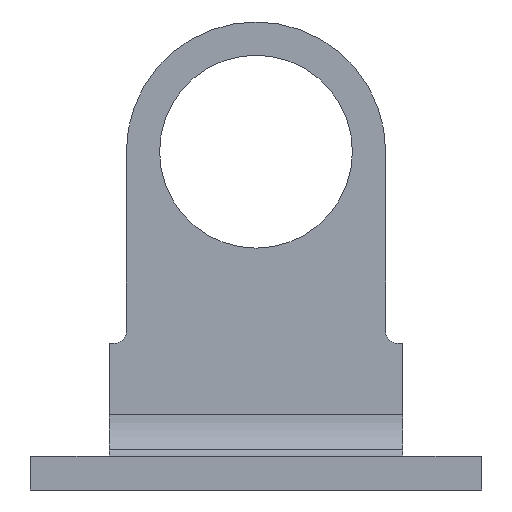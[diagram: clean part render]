
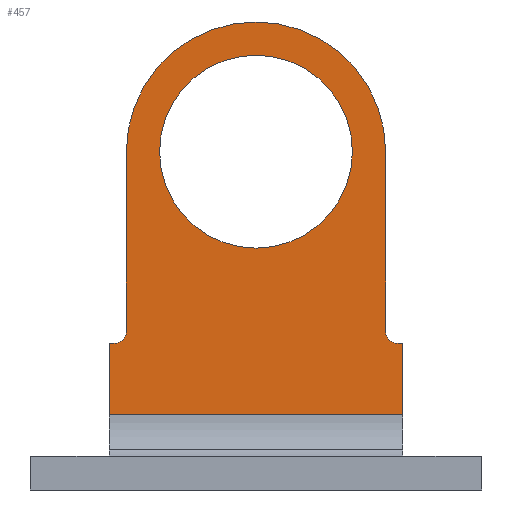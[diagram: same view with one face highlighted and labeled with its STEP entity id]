
A CAD part, left-side view. The second image highlights one B-rep face of the part: STEP entity #457.
In plain terms, the highlighted planar face has unit normal (-1, 0, 0).
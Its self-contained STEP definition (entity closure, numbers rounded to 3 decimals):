
#17=FACE_BOUND('',#72,.T.);
#23=PLANE('',#508);
#44=FACE_OUTER_BOUND('',#71,.T.);
#71=EDGE_LOOP('',(#343,#344,#345,#346,#347,#348,#349,#350,#351,#352));
#72=EDGE_LOOP('',(#353));
#109=LINE('',#733,#154);
#110=LINE('',#736,#155);
#111=LINE('',#738,#156);
#112=LINE('',#742,#157);
#113=LINE('',#744,#158);
#114=LINE('',#746,#159);
#115=LINE('',#747,#160);
#154=VECTOR('',#594,10.);
#155=VECTOR('',#597,10.);
#156=VECTOR('',#598,10.);
#157=VECTOR('',#601,10.);
#158=VECTOR('',#602,10.);
#159=VECTOR('',#603,4.5);
#160=VECTOR('',#604,10.);
#189=CIRCLE('',#500,8.55);
#190=CIRCLE('',#502,11.5);
#194=CIRCLE('',#509,1.);
#195=CIRCLE('',#510,1.);
#217=VERTEX_POINT('',#710);
#219=VERTEX_POINT('',#715);
#220=VERTEX_POINT('',#717);
#224=VERTEX_POINT('',#731);
#225=VERTEX_POINT('',#732);
#226=VERTEX_POINT('',#734);
#227=VERTEX_POINT('',#737);
#228=VERTEX_POINT('',#739);
#229=VERTEX_POINT('',#741);
#230=VERTEX_POINT('',#743);
#231=VERTEX_POINT('',#745);
#264=EDGE_CURVE('',#217,#217,#189,.T.);
#266=EDGE_CURVE('',#220,#219,#190,.T.);
#273=EDGE_CURVE('',#224,#225,#109,.T.);
#274=EDGE_CURVE('',#225,#226,#194,.T.);
#275=EDGE_CURVE('',#226,#220,#110,.T.);
#276=EDGE_CURVE('',#219,#227,#111,.T.);
#277=EDGE_CURVE('',#227,#228,#195,.T.);
#278=EDGE_CURVE('',#228,#229,#112,.T.);
#279=EDGE_CURVE('',#230,#229,#113,.T.);
#280=EDGE_CURVE('',#231,#230,#114,.T.);
#281=EDGE_CURVE('',#224,#231,#115,.T.);
#343=ORIENTED_EDGE('',*,*,#273,.T.);
#344=ORIENTED_EDGE('',*,*,#274,.T.);
#345=ORIENTED_EDGE('',*,*,#275,.T.);
#346=ORIENTED_EDGE('',*,*,#266,.T.);
#347=ORIENTED_EDGE('',*,*,#276,.T.);
#348=ORIENTED_EDGE('',*,*,#277,.T.);
#349=ORIENTED_EDGE('',*,*,#278,.T.);
#350=ORIENTED_EDGE('',*,*,#279,.F.);
#351=ORIENTED_EDGE('',*,*,#280,.F.);
#352=ORIENTED_EDGE('',*,*,#281,.F.);
#353=ORIENTED_EDGE('',*,*,#264,.T.);
#457=ADVANCED_FACE('',(#44,#17),#23,.T.);
#500=AXIS2_PLACEMENT_3D('',#712,#572,#573);
#502=AXIS2_PLACEMENT_3D('',#718,#577,#578);
#508=AXIS2_PLACEMENT_3D('',#730,#592,#593);
#509=AXIS2_PLACEMENT_3D('',#735,#595,#596);
#510=AXIS2_PLACEMENT_3D('',#740,#599,#600);
#572=DIRECTION('center_axis',(1.,0.,0.));
#573=DIRECTION('ref_axis',(0.,-1.,0.));
#577=DIRECTION('center_axis',(-1.,0.,0.));
#578=DIRECTION('ref_axis',(0.,-1.,0.));
#592=DIRECTION('center_axis',(-1.,0.,0.));
#593=DIRECTION('ref_axis',(0.,1.,0.));
#594=DIRECTION('',(0.,1.,0.));
#595=DIRECTION('center_axis',(1.,0.,0.));
#596=DIRECTION('ref_axis',(0.,0.,-1.));
#597=DIRECTION('',(0.,0.,1.));
#598=DIRECTION('',(0.,0.,-1.));
#599=DIRECTION('center_axis',(1.,0.,0.));
#600=DIRECTION('ref_axis',(0.,-1.,0.));
#601=DIRECTION('',(0.,1.,0.));
#602=DIRECTION('',(0.,0.,1.));
#603=DIRECTION('',(0.,1.,0.));
#604=DIRECTION('',(0.,0.,-1.));
#710=CARTESIAN_POINT('',(3.2,28.55,0.));
#712=CARTESIAN_POINT('Origin',(3.2,20.,0.));
#715=CARTESIAN_POINT('',(3.2,31.5,0.));
#717=CARTESIAN_POINT('',(3.2,8.5,0.));
#718=CARTESIAN_POINT('Origin',(3.2,20.,0.));
#730=CARTESIAN_POINT('Origin',(3.2,7.5,-17.));
#731=CARTESIAN_POINT('',(3.2,6.999,-17.));
#732=CARTESIAN_POINT('',(3.2,7.5,-17.));
#733=CARTESIAN_POINT('',(3.2,7.5,-17.));
#734=CARTESIAN_POINT('',(3.2,8.5,-16.));
#735=CARTESIAN_POINT('Origin',(3.2,7.5,-16.));
#736=CARTESIAN_POINT('',(3.2,8.5,-16.));
#737=CARTESIAN_POINT('',(3.2,31.5,-16.));
#738=CARTESIAN_POINT('',(3.2,31.5,-16.));
#739=CARTESIAN_POINT('',(3.2,32.5,-17.));
#740=CARTESIAN_POINT('Origin',(3.2,32.5,-16.));
#741=CARTESIAN_POINT('',(3.2,33.001,-17.));
#742=CARTESIAN_POINT('',(3.2,20.,-17.));
#743=CARTESIAN_POINT('',(3.2,33.001,-23.327));
#744=CARTESIAN_POINT('',(3.2,33.001,-17.));
#745=CARTESIAN_POINT('',(3.2,6.999,-23.327));
#746=CARTESIAN_POINT('',(3.2,2.,-23.327));
#747=CARTESIAN_POINT('',(3.2,6.999,-17.));
